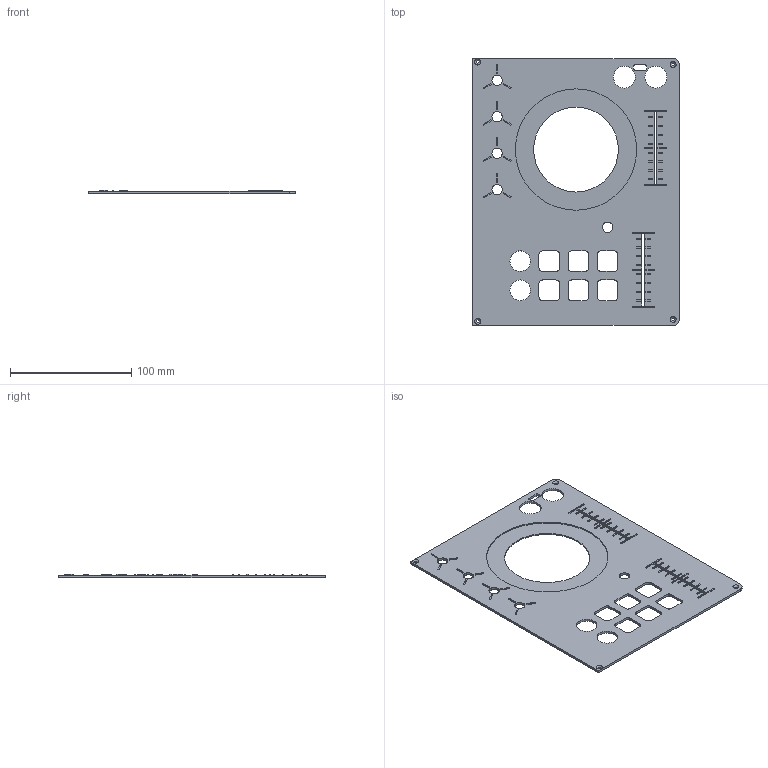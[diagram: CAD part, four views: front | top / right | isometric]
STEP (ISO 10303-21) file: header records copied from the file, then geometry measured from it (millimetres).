
FILE_DESCRIPTION(/* description */ (''),/* implementation_level */ '2;1');
FILE_NAME(/* name */ 'Gora_P.step',/* time_stamp */ '2026-01-26T15:18:49+01:00',/* author */ (''),/* organization */ (''),/* preprocessor_version */ 'ST-DEVELOPER v20.1',/* originating_system */ 'Autodesk Translation Framework v14.21.0.0',/* authorisation */ '');
FILE_SCHEMA (('AUTOMOTIVE_DESIGN { 1 0 10303 214 3 1 1 }'));
Length unit declared in the file: millimetre
Products named in the file (1): 2026-01-26-15-18-49-002
Bounding box: 170 x 220 x 2.5 mm (x, y, z)
Volume: 56615.9 mm3; surface area: 65007 mm2
Topology: 1 solids, 1 shells, 344 faces, 887 edges, 590 vertices
Faces by surface type: plane 295, cylinder 45, cone 4
Full cylindrical faces by diameter (mm): 2.529 x4, 8.5 x5, 17 x2, 18 x2, 70 x1, 100 x1
Entity records: 10458 total; most frequent: CARTESIAN_POINT 1822, ORIENTED_EDGE 1774, DIRECTION 1671, EDGE_CURVE 887, LINE 793, VECTOR 793, VERTEX_POINT 590, AXIS2_PLACEMENT_3D 439
